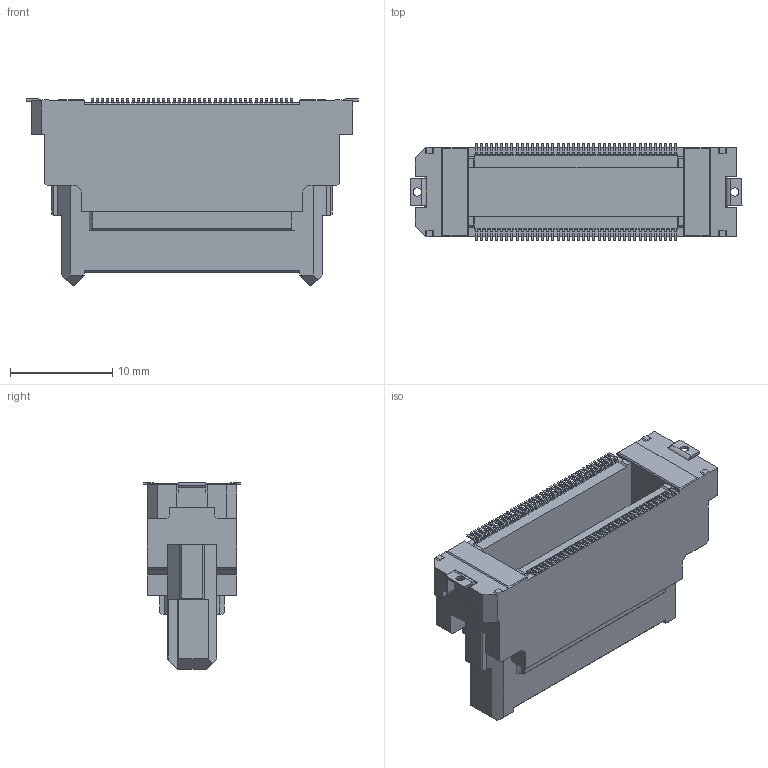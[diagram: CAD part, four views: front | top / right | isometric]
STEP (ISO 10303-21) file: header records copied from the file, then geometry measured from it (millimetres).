
FILE_DESCRIPTION(('CoCreate Modeling STEP Export'),'2;1');
FILE_NAME('FX20-80P-0.5SV20.stp','2012-07-19T18:01:35',(''),(''),'CoCreate Modeling STEP processor for AP214 (Solid Model)','CoCreate Modeling 17.0 01-Apr-2010 (C) Parametric Technology GmbH','');
FILE_SCHEMA(('AUTOMOTIVE_DESIGN { 1 0 10303 214 1 1 1 1 }'));
Length unit declared in the file: millimetre
Products named in the file (1): FX20-80P-0.5SV20
Bounding box: 32.4 x 9.5 x 18.2 mm (x, y, z)
Volume: 2064.2 mm3; surface area: 2557 mm2
Topology: 1 solids, 1 shells, 1235 faces, 3435 edges, 2282 vertices
Faces by surface type: plane 1065, cylinder 170
Entity records: 38992 total; most frequent: CARTESIAN_POINT 6946, ORIENTED_EDGE 6870, DIRECTION 6233, EDGE_CURVE 3435, VECTOR 3095, LINE 3095, VERTEX_POINT 2282, AXIS2_PLACEMENT_3D 1569
